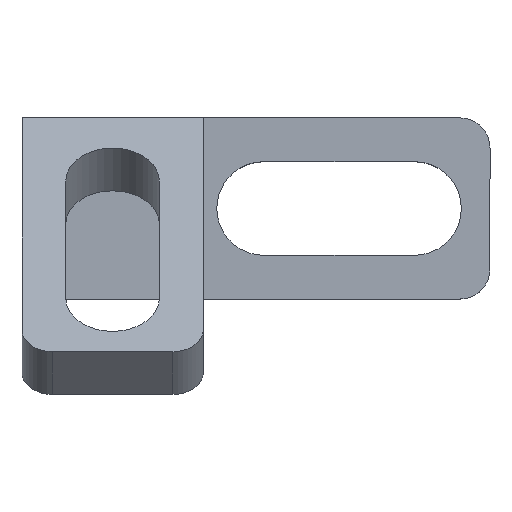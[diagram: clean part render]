
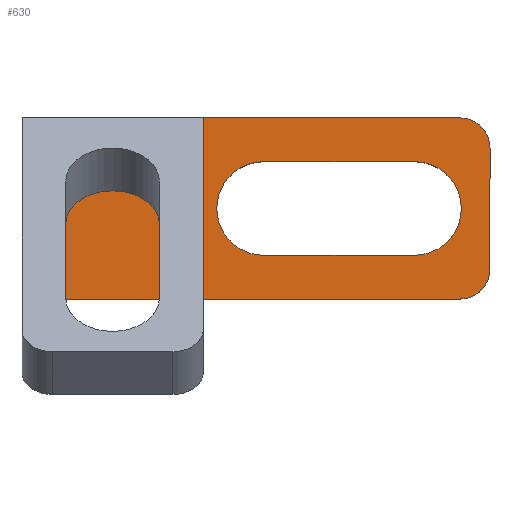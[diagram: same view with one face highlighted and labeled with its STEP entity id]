
A CAD part, top view. The second image highlights one B-rep face of the part: STEP entity #630.
In plain terms, the highlighted planar face has unit normal (0, 0, 1).
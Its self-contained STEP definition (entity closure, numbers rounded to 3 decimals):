
#50 = EDGE_CURVE ( 'NONE', #871, #885, #563, .T. ) ;
#75 = CARTESIAN_POINT ( 'NONE',  ( 0., 0., 2. ) ) ;
#81 = DIRECTION ( 'NONE',  ( 0., 1., 0. ) ) ;
#86 = CARTESIAN_POINT ( 'NONE',  ( 8.5, 5., 2. ) ) ;
#87 = DIRECTION ( 'NONE',  ( 0., 0., -1. ) ) ;
#89 = CARTESIAN_POINT ( 'NONE',  ( 7., 4.55, 2. ) ) ;
#90 = DIRECTION ( 'NONE',  ( 0., 0., -1. ) ) ;
#91 = CARTESIAN_POINT ( 'NONE',  ( 7., 1.45, 2. ) ) ;
#92 = DIRECTION ( 'NONE',  ( -1., 0., 0. ) ) ;
#97 = DIRECTION ( 'NONE',  ( 0., 0., -1. ) ) ;
#98 = DIRECTION ( 'NONE',  ( 1., 0., 0. ) ) ;
#100 = DIRECTION ( 'NONE',  ( 1., 0., 0. ) ) ;
#107 = CARTESIAN_POINT ( 'NONE',  ( -5., 1., 2. ) ) ;
#109 = CARTESIAN_POINT ( 'NONE',  ( -15.5, 0., 2. ) ) ;
#111 = CARTESIAN_POINT ( 'NONE',  ( 8.5, 1., 2. ) ) ;
#119 = CARTESIAN_POINT ( 'NONE',  ( -6., 0., 2. ) ) ;
#121 = DIRECTION ( 'NONE',  ( 0., 1., 0. ) ) ;
#141 = EDGE_CURVE ( 'NONE', #848, #831, #549, .T. ) ;
#151 = DIRECTION ( 'NONE',  ( 0., 0., -1. ) ) ;
#156 = CARTESIAN_POINT ( 'NONE',  ( 0., 0., 2. ) ) ;
#157 = PLANE ( 'NONE',  #403 ) ;
#158 = DIRECTION ( 'NONE',  ( -1., 0., 0. ) ) ;
#195 = CARTESIAN_POINT ( 'NONE',  ( 7., 3., 2. ) ) ;
#196 = DIRECTION ( 'NONE',  ( 0., 0., -1. ) ) ;
#201 = DIRECTION ( 'NONE',  ( 1., 0., 0. ) ) ;
#264 = CARTESIAN_POINT ( 'NONE',  ( 2., 4.55, 2. ) ) ;
#266 = CARTESIAN_POINT ( 'NONE',  ( 8.5, 0., 2. ) ) ;
#268 = CARTESIAN_POINT ( 'NONE',  ( 7., 1.45, 2. ) ) ;
#274 = CARTESIAN_POINT ( 'NONE',  ( -5., 0., 2. ) ) ;
#285 = CARTESIAN_POINT ( 'NONE',  ( -6., 1., 2. ) ) ;
#287 = CARTESIAN_POINT ( 'NONE',  ( 8.5, 6., 2. ) ) ;
#291 = CARTESIAN_POINT ( 'NONE',  ( 2., 1.45, 2. ) ) ;
#293 = CARTESIAN_POINT ( 'NONE',  ( 9.5, 5., 2. ) ) ;
#304 = EDGE_CURVE ( 'NONE', #836, #872, #542, .T. ) ;
#308 = EDGE_CURVE ( 'NONE', #842, #848, #533, .T. ) ;
#311 = CARTESIAN_POINT ( 'NONE',  ( -6., 4., 2. ) ) ;
#312 = CARTESIAN_POINT ( 'NONE',  ( 0., 6., 2. ) ) ;
#313 = EDGE_CURVE ( 'NONE', #842, #872, #532, .T. ) ;
#316 = CARTESIAN_POINT ( 'NONE',  ( 8.55, 3., 2. ) ) ;
#318 = CARTESIAN_POINT ( 'NONE',  ( 0., 4., 2. ) ) ;
#324 = EDGE_CURVE ( 'NONE', #809, #782, #531, .T. ) ;
#325 = DIRECTION ( 'NONE',  ( 1., 0., 0. ) ) ;
#327 = EDGE_CURVE ( 'NONE', #783, #844, #525, .T. ) ;
#328 = CARTESIAN_POINT ( 'NONE',  ( 9.5, 1., 2. ) ) ;
#329 = CARTESIAN_POINT ( 'NONE',  ( 7., 4.55, 2. ) ) ;
#333 = CARTESIAN_POINT ( 'NONE',  ( 0., 4., 2. ) ) ;
#335 = EDGE_CURVE ( 'NONE', #885, #783, #523, .T. ) ;
#338 = EDGE_CURVE ( 'NONE', #844, #787, #521, .T. ) ;
#360 = EDGE_CURVE ( 'NONE', #809, #854, #509, .T. ) ;
#363 = EDGE_CURVE ( 'NONE', #831, #782, #515, .T. ) ;
#365 = CARTESIAN_POINT ( 'NONE',  ( 2., 3., 2. ) ) ;
#394 = DIRECTION ( 'NONE',  ( 1., 0., 0. ) ) ;
#397 = EDGE_CURVE ( 'NONE', #854, #869, #497, .T. ) ;
#403 = AXIS2_PLACEMENT_3D ( 'NONE', #156, #151, #158 ) ;
#419 = CARTESIAN_POINT ( 'NONE',  ( -15.5, 6., 2. ) ) ;
#420 = DIRECTION ( 'NONE',  ( -1., 0., 0. ) ) ;
#422 = CARTESIAN_POINT ( 'NONE',  ( 9.5, 5., 2. ) ) ;
#423 = DIRECTION ( 'NONE',  ( 1., 0., 0. ) ) ;
#428 = LINE ( 'NONE', #318, #431 ) ;
#431 = VECTOR ( 'NONE', #325, 1000. ) ;
#450 = VECTOR ( 'NONE', #100, 1000. ) ;
#453 = DIRECTION ( 'NONE',  ( -1., 0., 0. ) ) ;
#457 = LINE ( 'NONE', #89, #450 ) ;
#463 = CARTESIAN_POINT ( 'NONE',  ( 7., 3., 2. ) ) ;
#465 = DIRECTION ( 'NONE',  ( 0., 0., -1. ) ) ;
#467 = DIRECTION ( 'NONE',  ( 1., 0., 0. ) ) ;
#478 = FACE_OUTER_BOUND ( 'NONE', #814, .T. ) ;
#483 = FACE_BOUND ( 'NONE', #813, .T. ) ;
#492 = DIRECTION ( 'NONE',  ( 0., -1., 0. ) ) ;
#493 = VECTOR ( 'NONE', #121, 1000. ) ;
#497 = LINE ( 'NONE', #119, #493 ) ;
#509 = CIRCLE ( 'NONE', #590, 1. ) ;
#515 = CIRCLE ( 'NONE', #582, 1. ) ;
#521 = CIRCLE ( 'NONE', #786, 1.55 ) ;
#522 = VECTOR ( 'NONE', #92, 1000. ) ;
#523 = CIRCLE ( 'NONE', #791, 1.55 ) ;
#524 = VECTOR ( 'NONE', #394, 1000. ) ;
#525 = LINE ( 'NONE', #91, #522 ) ;
#529 = VECTOR ( 'NONE', #420, 1000. ) ;
#531 = LINE ( 'NONE', #109, #524 ) ;
#532 = LINE ( 'NONE', #419, #529 ) ;
#533 = CIRCLE ( 'NONE', #847, 1. ) ;
#534 = VECTOR ( 'NONE', #81, 1000. ) ;
#542 = LINE ( 'NONE', #75, #534 ) ;
#546 = VECTOR ( 'NONE', #492, 1000. ) ;
#549 = LINE ( 'NONE', #422, #546 ) ;
#563 = CIRCLE ( 'NONE', #865, 1.55 ) ;
#582 = AXIS2_PLACEMENT_3D ( 'NONE', #111, #820, #822 ) ;
#590 = AXIS2_PLACEMENT_3D ( 'NONE', #107, #90, #453 ) ;
#630 = ADVANCED_FACE ( 'NONE', ( #483, #478 ), #157, .F. ) ;
#664 = EDGE_CURVE ( 'NONE', #787, #871, #457, .T. ) ;
#717 = ORIENTED_EDGE ( 'NONE', *, *, #397, .F. ) ;
#728 = ORIENTED_EDGE ( 'NONE', *, *, #50, .T. ) ;
#730 = ORIENTED_EDGE ( 'NONE', *, *, #338, .T. ) ;
#732 = ORIENTED_EDGE ( 'NONE', *, *, #664, .T. ) ;
#733 = ORIENTED_EDGE ( 'NONE', *, *, #327, .T. ) ;
#734 = ORIENTED_EDGE ( 'NONE', *, *, #335, .T. ) ;
#737 = ORIENTED_EDGE ( 'NONE', *, *, #324, .T. ) ;
#738 = ORIENTED_EDGE ( 'NONE', *, *, #360, .F. ) ;
#739 = ORIENTED_EDGE ( 'NONE', *, *, #363, .F. ) ;
#747 = ORIENTED_EDGE ( 'NONE', *, *, #304, .F. ) ;
#775 = ORIENTED_EDGE ( 'NONE', *, *, #891, .F. ) ;
#778 = ORIENTED_EDGE ( 'NONE', *, *, #141, .F. ) ;
#782 = VERTEX_POINT ( 'NONE', #266 ) ;
#783 = VERTEX_POINT ( 'NONE', #268 ) ;
#786 = AXIS2_PLACEMENT_3D ( 'NONE', #365, #97, #98 ) ;
#787 = VERTEX_POINT ( 'NONE', #264 ) ;
#789 = ORIENTED_EDGE ( 'NONE', *, *, #313, .T. ) ;
#791 = AXIS2_PLACEMENT_3D ( 'NONE', #463, #465, #467 ) ;
#792 = ORIENTED_EDGE ( 'NONE', *, *, #308, .F. ) ;
#809 = VERTEX_POINT ( 'NONE', #274 ) ;
#813 = EDGE_LOOP ( 'NONE', ( #730, #732, #728, #734, #733 ) ) ;
#814 = EDGE_LOOP ( 'NONE', ( #738, #737, #739, #778, #792, #789, #747, #775, #717 ) ) ;
#820 = DIRECTION ( 'NONE',  ( 0., 0., -1. ) ) ;
#822 = DIRECTION ( 'NONE',  ( 1., 0., 0. ) ) ;
#831 = VERTEX_POINT ( 'NONE', #328 ) ;
#836 = VERTEX_POINT ( 'NONE', #333 ) ;
#842 = VERTEX_POINT ( 'NONE', #287 ) ;
#844 = VERTEX_POINT ( 'NONE', #291 ) ;
#847 = AXIS2_PLACEMENT_3D ( 'NONE', #86, #87, #423 ) ;
#848 = VERTEX_POINT ( 'NONE', #293 ) ;
#854 = VERTEX_POINT ( 'NONE', #285 ) ;
#865 = AXIS2_PLACEMENT_3D ( 'NONE', #195, #196, #201 ) ;
#869 = VERTEX_POINT ( 'NONE', #311 ) ;
#871 = VERTEX_POINT ( 'NONE', #329 ) ;
#872 = VERTEX_POINT ( 'NONE', #312 ) ;
#885 = VERTEX_POINT ( 'NONE', #316 ) ;
#891 = EDGE_CURVE ( 'NONE', #869, #836, #428, .T. ) ;
